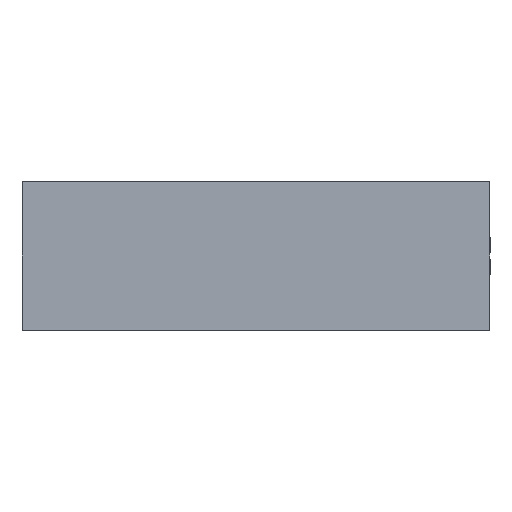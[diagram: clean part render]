
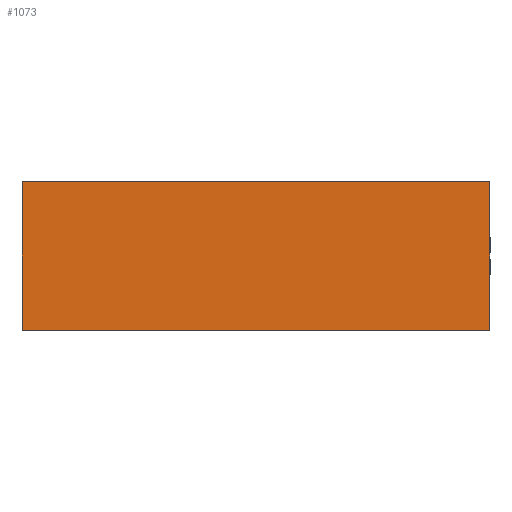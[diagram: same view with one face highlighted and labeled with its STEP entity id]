
A CAD part, front view. The second image highlights one B-rep face of the part: STEP entity #1073.
In plain terms, the highlighted planar face has unit normal (0, -1, 0).
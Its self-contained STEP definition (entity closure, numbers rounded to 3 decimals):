
#91=FACE_OUTER_BOUND('',#153,.T.);
#153=EDGE_LOOP('',(#853,#854,#855,#856));
#251=LINE('',#1682,#387);
#259=LINE('',#1703,#395);
#263=LINE('',#1711,#399);
#264=LINE('',#1713,#400);
#387=VECTOR('',#1370,10.);
#395=VECTOR('',#1392,10.);
#399=VECTOR('',#1400,10.);
#400=VECTOR('',#1403,10.);
#503=VERTEX_POINT('',#1679);
#504=VERTEX_POINT('',#1681);
#510=VERTEX_POINT('',#1701);
#512=VERTEX_POINT('',#1709);
#620=EDGE_CURVE('',#503,#504,#251,.T.);
#631=EDGE_CURVE('',#504,#510,#259,.T.);
#635=EDGE_CURVE('',#503,#512,#263,.T.);
#636=EDGE_CURVE('',#512,#510,#264,.T.);
#853=ORIENTED_EDGE('',*,*,#636,.T.);
#854=ORIENTED_EDGE('',*,*,#631,.F.);
#855=ORIENTED_EDGE('',*,*,#620,.F.);
#856=ORIENTED_EDGE('',*,*,#635,.T.);
#1013=PLANE('',#1207);
#1073=ADVANCED_FACE('',(#91),#1013,.T.);
#1207=AXIS2_PLACEMENT_3D('',#1712,#1401,#1402);
#1370=DIRECTION('',(0.,0.,1.));
#1392=DIRECTION('',(1.,0.,0.));
#1400=DIRECTION('',(1.,0.,0.));
#1401=DIRECTION('center_axis',(0.,-1.,0.));
#1402=DIRECTION('ref_axis',(0.,0.,-1.));
#1403=DIRECTION('',(0.,0.,1.));
#1679=CARTESIAN_POINT('',(0.,0.,-47.5));
#1681=CARTESIAN_POINT('',(0.,0.,47.5));
#1682=CARTESIAN_POINT('',(0.,0.,0.));
#1701=CARTESIAN_POINT('',(300.,0.,47.5));
#1703=CARTESIAN_POINT('',(0.,0.,47.5));
#1709=CARTESIAN_POINT('',(300.,0.,-47.5));
#1711=CARTESIAN_POINT('',(0.,0.,-47.5));
#1712=CARTESIAN_POINT('Origin',(0.,0.,0.));
#1713=CARTESIAN_POINT('',(300.,0.,0.));
